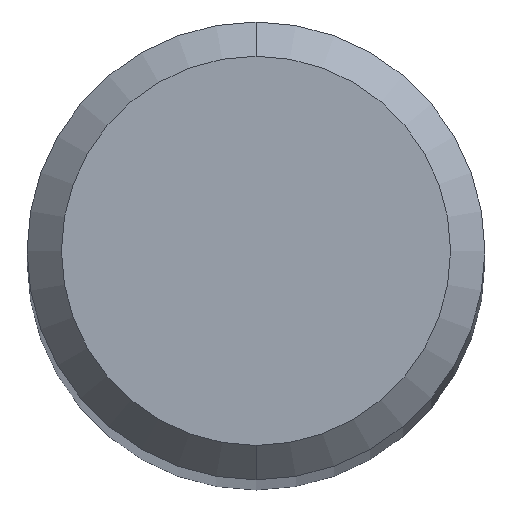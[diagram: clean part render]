
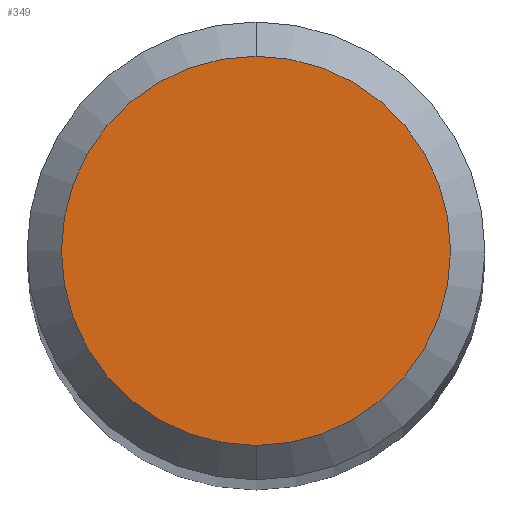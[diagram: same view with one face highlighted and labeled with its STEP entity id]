
A CAD part, top view. The second image highlights one B-rep face of the part: STEP entity #349.
In plain terms, the highlighted planar face has unit normal (0, 0, 1).
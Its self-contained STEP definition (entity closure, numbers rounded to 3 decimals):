
#181=VERTEX_POINT('',#488);
#205=VERTEX_POINT('',#515);
#225=EDGE_CURVE('',#205,#181,#537,.T.);
#349=ADVANCED_FACE('',(#675),#676,.T.);
#419=EDGE_CURVE('',#181,#205,#754,.T.);
#488=CARTESIAN_POINT('',(0.,-1.7,0.0));
#515=CARTESIAN_POINT('',(0.0,1.7,0.0));
#537=CIRCLE('',#899,1.7);
#675=FACE_OUTER_BOUND('',#1197,.T.);
#676=PLANE('',#1198);
#754=CIRCLE('',#1325,1.7);
#899=AXIS2_PLACEMENT_3D('',#1500,#1501,#1502);
#1197=EDGE_LOOP('',(#1658,#1659));
#1198=AXIS2_PLACEMENT_3D('',#1660,#1661,#1662);
#1325=AXIS2_PLACEMENT_3D('',#1759,#1760,#1761);
#1500=CARTESIAN_POINT('',(0.0,0.0,0.0));
#1501=DIRECTION('',(0.0,0.0,-1.0));
#1502=DIRECTION('',(0.0,1.0,0.0));
#1658=ORIENTED_EDGE('',*,*,#225,.F.);
#1659=ORIENTED_EDGE('',*,*,#419,.F.);
#1660=CARTESIAN_POINT('',(0.0,0.85,0.0));
#1661=DIRECTION('',(-0.0,0.0,1.0));
#1662=DIRECTION('',(0.0,-1.0,0.0));
#1759=CARTESIAN_POINT('',(0.0,0.0,0.0));
#1760=DIRECTION('',(0.0,0.0,-1.0));
#1761=DIRECTION('',(0.0,1.0,0.0));
